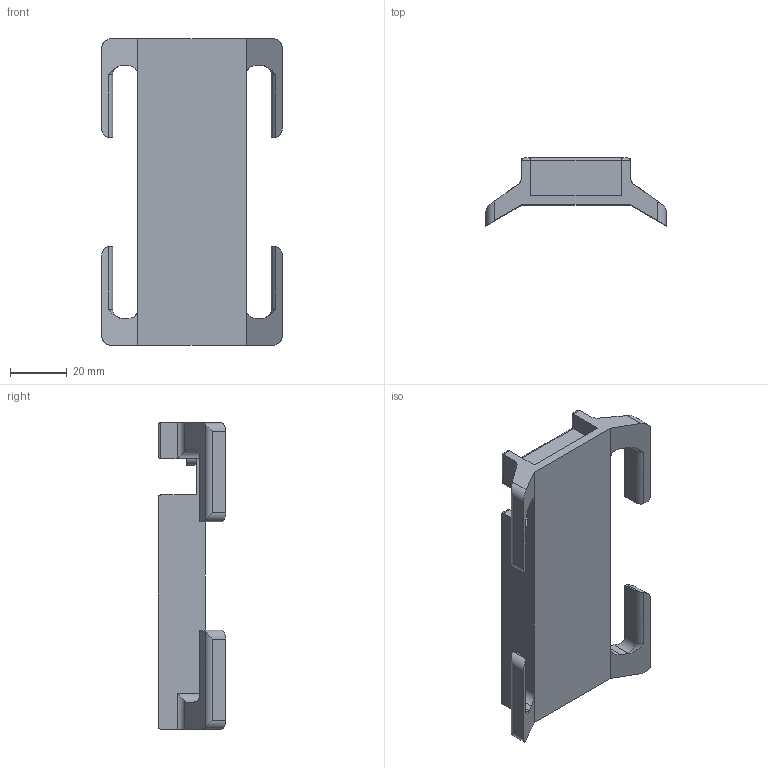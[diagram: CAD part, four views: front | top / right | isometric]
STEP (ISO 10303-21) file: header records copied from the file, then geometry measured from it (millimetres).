
FILE_DESCRIPTION (( 'STEP AP214' ), '1' );
FILE_NAME ('Wrist Enclosure 1.STEP', '2018-09-27T19:57:42', ( '' ), ( '' ), 'SwSTEP 2.0', 'SolidWorks 2017', '' );
FILE_SCHEMA (( 'AUTOMOTIVE_DESIGN' ));
Length unit declared in the file: inch
Products named in the file (1): Wrist Enclosure 1
Bounding box: 63.5 x 23.84 x 107.95 mm (x, y, z)
Volume: 31852.5 mm3; surface area: 19499.4 mm2
Topology: 1 solids, 1 shells, 133 faces, 362 edges, 232 vertices
Faces by surface type: plane 67, cylinder 62, torus 4
Entity records: 4216 total; most frequent: CARTESIAN_POINT 944, ORIENTED_EDGE 724, DIRECTION 630, EDGE_CURVE 362, LINE 242, VECTOR 242, VERTEX_POINT 232, AXIS2_PLACEMENT_3D 194
